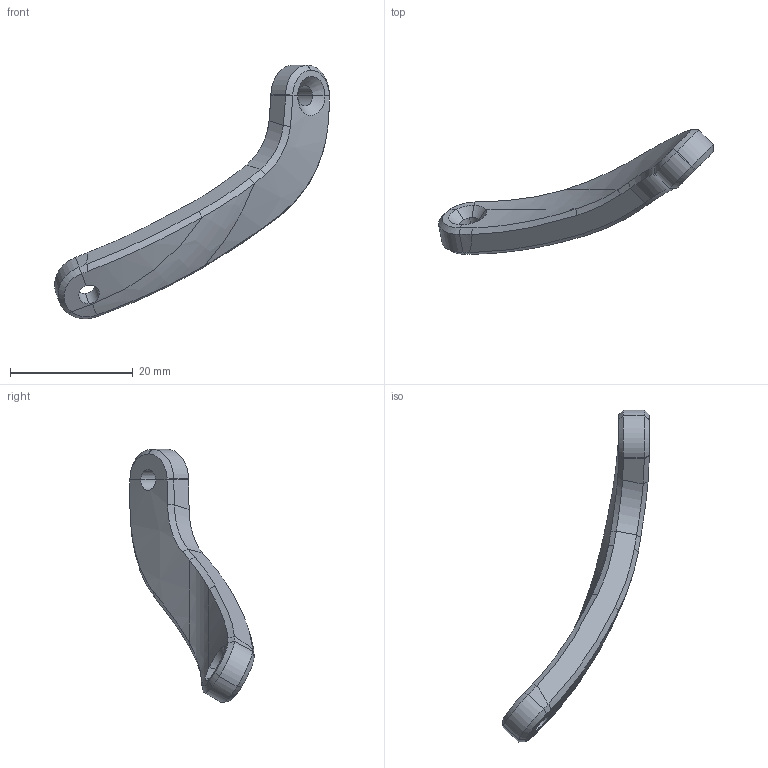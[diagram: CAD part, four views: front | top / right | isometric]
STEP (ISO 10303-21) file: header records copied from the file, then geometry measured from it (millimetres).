
FILE_DESCRIPTION (( 'STEP AP214' ), '1' );
FILE_NAME ('RSB-01_ARM-AXIS-ALL.STEP', '2024-06-10T14:14:30', ( '' ), ( '' ), 'SwSTEP 2.0', 'SolidWorks 2020', '' );
FILE_SCHEMA (( 'AUTOMOTIVE_DESIGN' ));
Length unit declared in the file: millimetre
Products named in the file (1): RSB-01_ARM-AXIS-ALL
Bounding box: 44.88 x 20.29 x 41.39 mm (x, y, z)
Volume: 2811 mm3; surface area: 1814.9 mm2
Topology: 1 solids, 1 shells, 72 faces, 171 edges, 97 vertices
Faces by surface type: bspline 32, cone 18, cylinder 11, plane 9, torus 2
Entity records: 4313 total; most frequent: CARTESIAN_POINT 2922, ORIENTED_EDGE 342, DIRECTION 181, EDGE_CURVE 171, B_SPLINE_CURVE_WITH_KNOTS 103, VERTEX_POINT 97, AXIS2_PLACEMENT_3D 74, FACE_OUTER_BOUND 72
